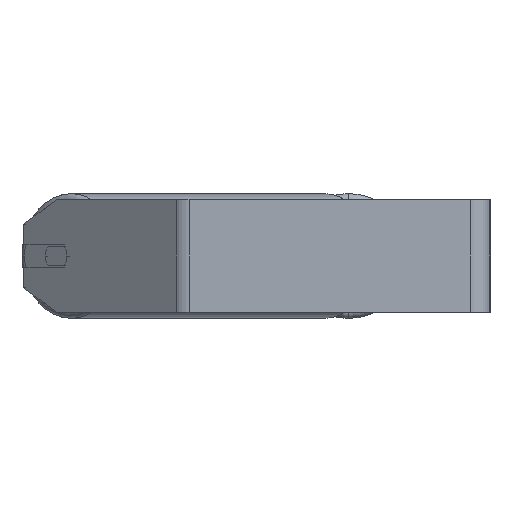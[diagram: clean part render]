
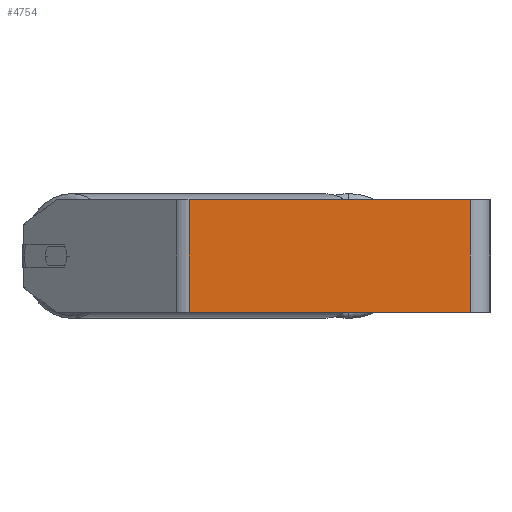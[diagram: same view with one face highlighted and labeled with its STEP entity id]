
A CAD part, left-side view. The second image highlights one B-rep face of the part: STEP entity #4754.
In plain terms, the highlighted planar face has unit normal (-1, 0, 0).
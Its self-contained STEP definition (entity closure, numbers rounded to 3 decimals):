
#334 = DIRECTION ( 'NONE',  ( 0., -1., 0. ) ) ;
#708 = CARTESIAN_POINT ( 'NONE',  ( -490., 14., 40. ) ) ;
#958 = AXIS2_PLACEMENT_3D ( 'NONE', #8083, #2108, #2057 ) ;
#1699 = VECTOR ( 'NONE', #3076, 1000. ) ;
#1737 = CARTESIAN_POINT ( 'NONE',  ( -490., 14., 40. ) ) ;
#1842 = CARTESIAN_POINT ( 'NONE',  ( -490., 14., -40. ) ) ;
#1932 = CARTESIAN_POINT ( 'NONE',  ( -490., 219.633, -40. ) ) ;
#2057 = DIRECTION ( 'NONE',  ( 0., 0., -1. ) ) ;
#2108 = DIRECTION ( 'NONE',  ( 1., 0., 0. ) ) ;
#2657 = VECTOR ( 'NONE', #334, 1000. ) ;
#2719 = LINE ( 'NONE', #3426, #6338 ) ;
#2753 = CARTESIAN_POINT ( 'NONE',  ( -490., 214.538, 40. ) ) ;
#2810 = EDGE_LOOP ( 'NONE', ( #8120, #8300, #8658, #7313 ) ) ;
#3066 = VERTEX_POINT ( 'NONE', #1842 ) ;
#3076 = DIRECTION ( 'NONE',  ( 0., -1., 0. ) ) ;
#3426 = CARTESIAN_POINT ( 'NONE',  ( -490., 214.538, 40. ) ) ;
#3740 = VERTEX_POINT ( 'NONE', #8348 ) ;
#4687 = EDGE_CURVE ( 'NONE', #5132, #3740, #2719, .T. ) ;
#4754 = ADVANCED_FACE ( 'NONE', ( #6033 ), #5375, .F. ) ;
#4940 = LINE ( 'NONE', #6981, #1699 ) ;
#5007 = EDGE_CURVE ( 'NONE', #8397, #3066, #5230, .T. ) ;
#5132 = VERTEX_POINT ( 'NONE', #2753 ) ;
#5230 = LINE ( 'NONE', #1737, #6619 ) ;
#5291 = LINE ( 'NONE', #1932, #2657 ) ;
#5375 = PLANE ( 'NONE',  #958 ) ;
#5979 = EDGE_CURVE ( 'NONE', #3740, #3066, #5291, .T. ) ;
#6033 = FACE_OUTER_BOUND ( 'NONE', #2810, .T. ) ;
#6338 = VECTOR ( 'NONE', #6699, 1000. ) ;
#6619 = VECTOR ( 'NONE', #6649, 1000. ) ;
#6649 = DIRECTION ( 'NONE',  ( 0., 0., -1. ) ) ;
#6699 = DIRECTION ( 'NONE',  ( 0., 0., -1. ) ) ;
#6981 = CARTESIAN_POINT ( 'NONE',  ( -490., 219.633, 40. ) ) ;
#7313 = ORIENTED_EDGE ( 'NONE', *, *, #4687, .T. ) ;
#7677 = EDGE_CURVE ( 'NONE', #5132, #8397, #4940, .T. ) ;
#8083 = CARTESIAN_POINT ( 'NONE',  ( -490., 219.633, 40. ) ) ;
#8120 = ORIENTED_EDGE ( 'NONE', *, *, #5979, .T. ) ;
#8300 = ORIENTED_EDGE ( 'NONE', *, *, #5007, .F. ) ;
#8348 = CARTESIAN_POINT ( 'NONE',  ( -490., 214.538, -40. ) ) ;
#8397 = VERTEX_POINT ( 'NONE', #708 ) ;
#8658 = ORIENTED_EDGE ( 'NONE', *, *, #7677, .F. ) ;
